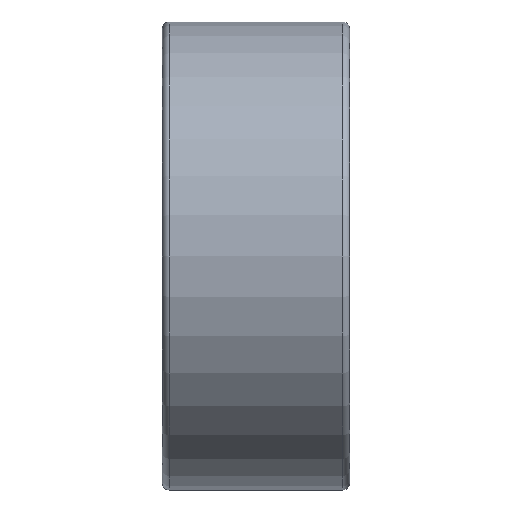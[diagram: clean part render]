
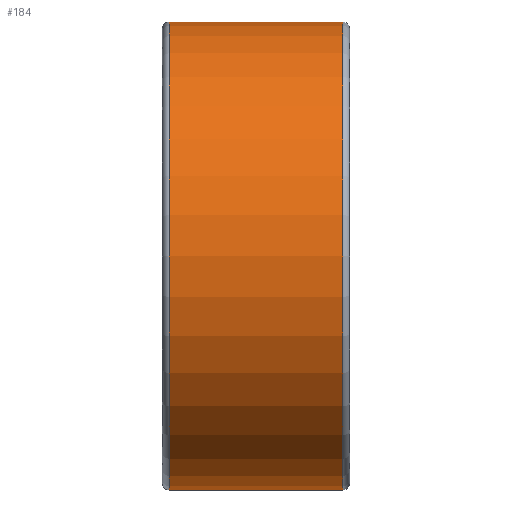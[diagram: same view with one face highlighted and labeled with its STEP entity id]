
A CAD part, front view. The second image highlights one B-rep face of the part: STEP entity #184.
In plain terms, the highlighted cylindrical face has radius 5 mm (diameter 10 mm), a full revolution.
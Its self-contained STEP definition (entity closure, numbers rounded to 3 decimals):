
#184 = ADVANCED_FACE( '', ( #313, #314 ), #315, .T. );
#313 = FACE_OUTER_BOUND( '', #422, .T. );
#314 = FACE_OUTER_BOUND( '', #423, .T. );
#315 = CYLINDRICAL_SURFACE( '', #424, 5. );
#422 = EDGE_LOOP( '', ( #541 ) );
#423 = EDGE_LOOP( '', ( #542 ) );
#424 = AXIS2_PLACEMENT_3D( '', #543, #544, #545 );
#541 = ORIENTED_EDGE( '', *, *, #644, .T. );
#542 = ORIENTED_EDGE( '', *, *, #618, .F. );
#543 = CARTESIAN_POINT( '', ( 50., 0., 0. ) );
#544 = DIRECTION( '', ( -1., 0., 0. ) );
#545 = DIRECTION( '', ( 0., 0., -1. ) );
#618 = EDGE_CURVE( '', #670, #670, #671, .T. );
#644 = EDGE_CURVE( '', #708, #708, #709, .T. );
#670 = VERTEX_POINT( '', #737 );
#671 = CIRCLE( '', #738, 5. );
#708 = VERTEX_POINT( '', #775 );
#709 = CIRCLE( '', #776, 5. );
#737 = CARTESIAN_POINT( '', ( 3.85, 0., -5. ) );
#738 = AXIS2_PLACEMENT_3D( '', #804, #805, #806 );
#775 = CARTESIAN_POINT( '', ( 0.15, 0., -5. ) );
#776 = AXIS2_PLACEMENT_3D( '', #846, #847, #848 );
#804 = CARTESIAN_POINT( '', ( 3.85, 0., 0. ) );
#805 = DIRECTION( '', ( 1., 0., 0. ) );
#806 = DIRECTION( '', ( 0., 0., -1. ) );
#846 = CARTESIAN_POINT( '', ( 0.15, 0., 0. ) );
#847 = DIRECTION( '', ( 1., 0., 0. ) );
#848 = DIRECTION( '', ( 0., 0., -1. ) );
